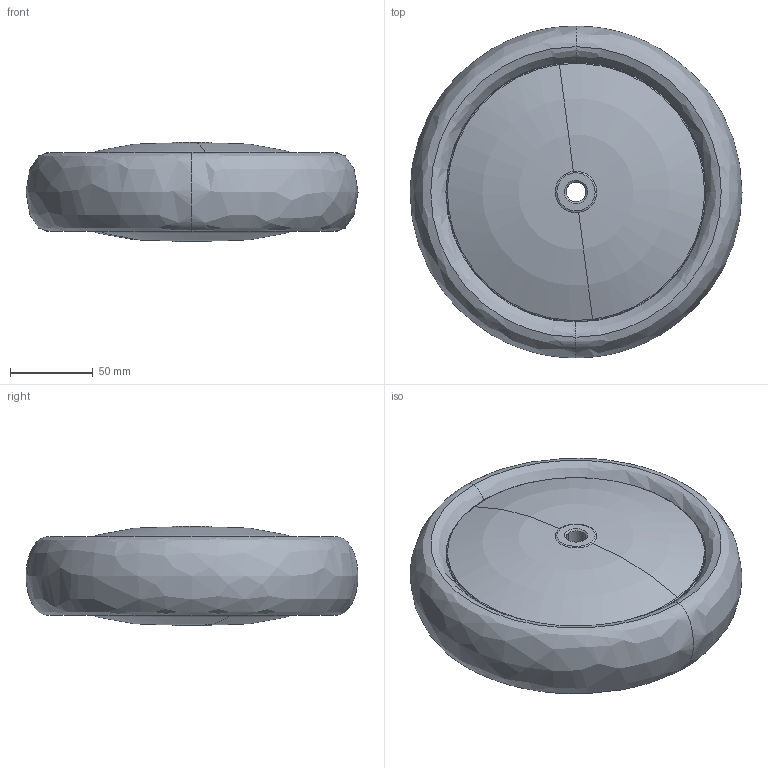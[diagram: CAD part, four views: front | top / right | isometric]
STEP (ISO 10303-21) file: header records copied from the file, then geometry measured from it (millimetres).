
FILE_DESCRIPTION (( 'STEP AP214' ), '1' );
FILE_NAME ('0043877_TPBK-200-47-60-K12-EC.STEP', '2016-10-21T13:07:02', ( '' ), ( '' ), 'SwSTEP 2.0', 'SolidWorks 2016', '' );
FILE_SCHEMA (( 'AUTOMOTIVE_DESIGN' ));
Length unit declared in the file: millimetre
Products named in the file (1): 0043877_TPBK-200-47-60-K12-EC
Bounding box: 200 x 199.96 x 60 mm (x, y, z)
Surface area: 135960.1 mm2 (no closed solid volume)
Topology: 0 solids, 5 shells, 46 faces, 118 edges, 76 vertices
Faces by surface type: cone 16, bspline 14, torus 8, plane 4, cylinder 4
Entity records: 2357 total; most frequent: CARTESIAN_POINT 733, DIRECTION 254, ORIENTED_EDGE 216, EDGE_CURVE 118, AXIS2_PLACEMENT_3D 117, CIRCLE 84, VERTEX_POINT 76, EDGE_LOOP 50
